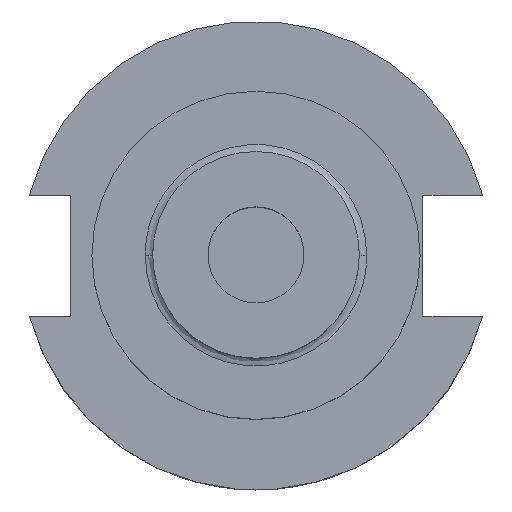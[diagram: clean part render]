
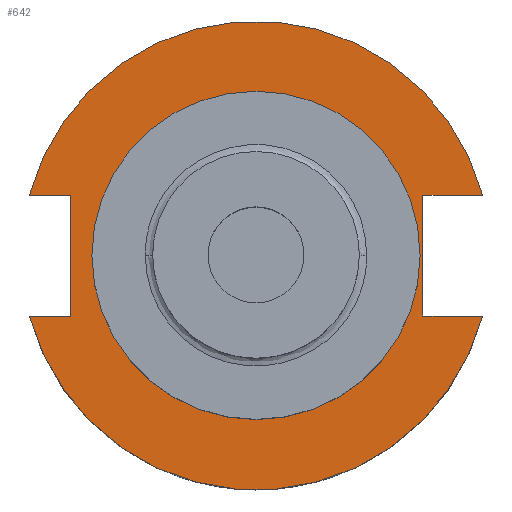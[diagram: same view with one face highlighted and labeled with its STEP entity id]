
A CAD part, top view. The second image highlights one B-rep face of the part: STEP entity #642.
In plain terms, the highlighted planar face has unit normal (0, 0, 1).
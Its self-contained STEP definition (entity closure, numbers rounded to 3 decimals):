
#4 = VERTEX_POINT ( 'NONE', #1729 ) ;
#33 = VERTEX_POINT ( 'NONE', #1577 ) ;
#39 = ORIENTED_EDGE ( 'NONE', *, *, #323, .F. ) ;
#67 = CARTESIAN_POINT ( 'NONE',  ( 0., -22.225, 19.05 ) ) ;
#153 = AXIS2_PLACEMENT_3D ( 'NONE', #918, #875, #865 ) ;
#180 = VECTOR ( 'NONE', #1281, 1000. ) ;
#229 = LINE ( 'NONE', #1777, #969 ) ;
#277 = VECTOR ( 'NONE', #1289, 1000. ) ;
#296 = EDGE_CURVE ( 'NONE', #668, #1934, #726, .T. ) ;
#300 = ORIENTED_EDGE ( 'NONE', *, *, #346, .T. ) ;
#317 = EDGE_CURVE ( 'NONE', #572, #1426, #1415, .T. ) ;
#323 = EDGE_CURVE ( 'NONE', #1733, #668, #229, .T. ) ;
#329 = EDGE_CURVE ( 'NONE', #451, #33, #1718, .T. ) ;
#340 = ORIENTED_EDGE ( 'NONE', *, *, #329, .T. ) ;
#346 = EDGE_CURVE ( 'NONE', #1733, #451, #491, .T. ) ;
#429 = EDGE_CURVE ( 'NONE', #1328, #33, #706, .T. ) ;
#451 = VERTEX_POINT ( 'NONE', #1762 ) ;
#491 = LINE ( 'NONE', #857, #1682 ) ;
#496 = VECTOR ( 'NONE', #1068, 1000. ) ;
#526 = AXIS2_PLACEMENT_3D ( 'NONE', #1796, #1794, #1791 ) ;
#538 = LINE ( 'NONE', #1078, #496 ) ;
#558 = EDGE_CURVE ( 'NONE', #1640, #1328, #584, .T. ) ;
#572 = VERTEX_POINT ( 'NONE', #1158 ) ;
#584 = LINE ( 'NONE', #1340, #180 ) ;
#594 = EDGE_CURVE ( 'NONE', #4, #1640, #538, .T. ) ;
#606 = EDGE_CURVE ( 'NONE', #1934, #4, #1687, .T. ) ;
#607 = CARTESIAN_POINT ( 'NONE',  ( 22.606, -8.192, 19.05 ) ) ;
#642 = ADVANCED_FACE ( 'NONE', ( #1240, #1143 ), #896, .F. ) ;
#652 = CARTESIAN_POINT ( 'NONE',  ( 30.675, -8.192, 19.05 ) ) ;
#668 = VERTEX_POINT ( 'NONE', #758 ) ;
#670 = ORIENTED_EDGE ( 'NONE', *, *, #558, .F. ) ;
#706 = CIRCLE ( 'NONE', #526, 31.75 ) ;
#726 = CIRCLE ( 'NONE', #834, 31.75 ) ;
#758 = CARTESIAN_POINT ( 'NONE',  ( -30.675, 8.192, 19.05 ) ) ;
#819 = AXIS2_PLACEMENT_3D ( 'NONE', #1565, #1416, #1492 ) ;
#828 = ORIENTED_EDGE ( 'NONE', *, *, #594, .F. ) ;
#834 = AXIS2_PLACEMENT_3D ( 'NONE', #1810, #1819, #1901 ) ;
#857 = CARTESIAN_POINT ( 'NONE',  ( -25.091, 0., 19.05 ) ) ;
#865 = DIRECTION ( 'NONE',  ( -1., 0., 0. ) ) ;
#875 = DIRECTION ( 'NONE',  ( 0., 0., -1. ) ) ;
#896 = PLANE ( 'NONE',  #153 ) ;
#918 = CARTESIAN_POINT ( 'NONE',  ( 31.043, -32.131, 19.05 ) ) ;
#951 = CARTESIAN_POINT ( 'NONE',  ( 30.675, 8.192, 19.05 ) ) ;
#969 = VECTOR ( 'NONE', #1603, 1000. ) ;
#970 = DIRECTION ( 'NONE',  ( 0., -1., 0. ) ) ;
#1011 = DIRECTION ( 'NONE',  ( 0., -1., 0. ) ) ;
#1018 = DIRECTION ( 'NONE',  ( 0., 0., 1. ) ) ;
#1041 = CARTESIAN_POINT ( 'NONE',  ( 0., 0., 19.05 ) ) ;
#1068 = DIRECTION ( 'NONE',  ( 0., -1., 0. ) ) ;
#1078 = CARTESIAN_POINT ( 'NONE',  ( 22.606, 0., 19.05 ) ) ;
#1117 = CARTESIAN_POINT ( 'NONE',  ( 0., 8.192, 19.05 ) ) ;
#1140 = DIRECTION ( 'NONE',  ( -1., 0., 0. ) ) ;
#1143 = FACE_OUTER_BOUND ( 'NONE', #1521, .T. ) ;
#1158 = CARTESIAN_POINT ( 'NONE',  ( 0., 22.225, 19.05 ) ) ;
#1240 = FACE_BOUND ( 'NONE', #1566, .T. ) ;
#1250 = CARTESIAN_POINT ( 'NONE',  ( -25.091, 8.192, 19.05 ) ) ;
#1281 = DIRECTION ( 'NONE',  ( 1., 0., 0. ) ) ;
#1289 = DIRECTION ( 'NONE',  ( -1., 0., 0. ) ) ;
#1294 = CARTESIAN_POINT ( 'NONE',  ( -27.883, -8.191, 19.05 ) ) ;
#1316 = AXIS2_PLACEMENT_3D ( 'NONE', #1041, #1018, #1011 ) ;
#1328 = VERTEX_POINT ( 'NONE', #652 ) ;
#1340 = CARTESIAN_POINT ( 'NONE',  ( 0., -8.192, 19.05 ) ) ;
#1357 = ORIENTED_EDGE ( 'NONE', *, *, #1538, .F. ) ;
#1415 = CIRCLE ( 'NONE', #819, 22.225 ) ;
#1416 = DIRECTION ( 'NONE',  ( 0., 0., 1. ) ) ;
#1426 = VERTEX_POINT ( 'NONE', #67 ) ;
#1492 = DIRECTION ( 'NONE',  ( 0., -1., 0. ) ) ;
#1521 = EDGE_LOOP ( 'NONE', ( #340, #1706, #670, #828, #1668, #1714, #39, #300 ) ) ;
#1538 = EDGE_CURVE ( 'NONE', #1426, #572, #1878, .T. ) ;
#1565 = CARTESIAN_POINT ( 'NONE',  ( 0., 0., 19.05 ) ) ;
#1566 = EDGE_LOOP ( 'NONE', ( #1357, #1689 ) ) ;
#1577 = CARTESIAN_POINT ( 'NONE',  ( -30.675, -8.191, 19.05 ) ) ;
#1603 = DIRECTION ( 'NONE',  ( -1., 0., 0. ) ) ;
#1627 = VECTOR ( 'NONE', #1140, 1000. ) ;
#1640 = VERTEX_POINT ( 'NONE', #607 ) ;
#1668 = ORIENTED_EDGE ( 'NONE', *, *, #606, .F. ) ;
#1682 = VECTOR ( 'NONE', #970, 1000. ) ;
#1687 = LINE ( 'NONE', #1117, #1627 ) ;
#1689 = ORIENTED_EDGE ( 'NONE', *, *, #317, .F. ) ;
#1706 = ORIENTED_EDGE ( 'NONE', *, *, #429, .F. ) ;
#1714 = ORIENTED_EDGE ( 'NONE', *, *, #296, .F. ) ;
#1718 = LINE ( 'NONE', #1294, #277 ) ;
#1729 = CARTESIAN_POINT ( 'NONE',  ( 22.606, 8.192, 19.05 ) ) ;
#1733 = VERTEX_POINT ( 'NONE', #1250 ) ;
#1762 = CARTESIAN_POINT ( 'NONE',  ( -25.091, -8.191, 19.05 ) ) ;
#1777 = CARTESIAN_POINT ( 'NONE',  ( 0., 8.192, 19.05 ) ) ;
#1791 = DIRECTION ( 'NONE',  ( 1., 0., 0. ) ) ;
#1794 = DIRECTION ( 'NONE',  ( 0., 0., -1. ) ) ;
#1796 = CARTESIAN_POINT ( 'NONE',  ( 0., 0., 19.05 ) ) ;
#1810 = CARTESIAN_POINT ( 'NONE',  ( 0., 0., 19.05 ) ) ;
#1819 = DIRECTION ( 'NONE',  ( 0., 0., -1. ) ) ;
#1878 = CIRCLE ( 'NONE', #1316, 22.225 ) ;
#1901 = DIRECTION ( 'NONE',  ( 1., 0., 0. ) ) ;
#1934 = VERTEX_POINT ( 'NONE', #951 ) ;
